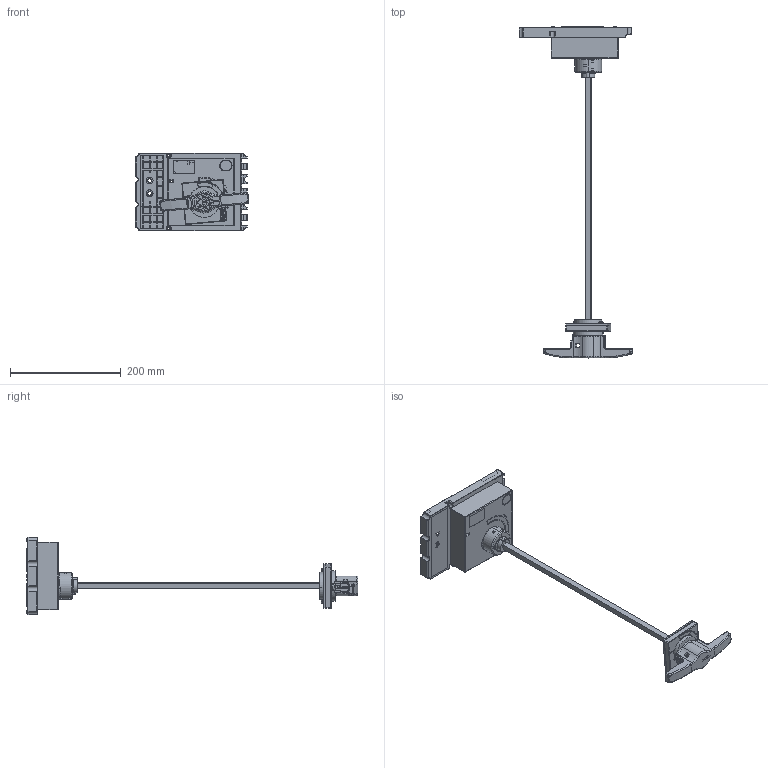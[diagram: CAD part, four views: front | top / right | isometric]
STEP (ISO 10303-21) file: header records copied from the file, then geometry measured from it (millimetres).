
FILE_DESCRIPTION((''),'2;1');
FILE_NAME('NM8-630JIACHANG_ASM','2020-11-04T17:07:21',('zhxmin'),(''),'CREO PARAMETRIC BY PTC INC, 2018020','CREO PARAMETRIC BY PTC INC, 2018020','');
FILE_SCHEMA(('CONFIG_CONTROL_DESIGN','SHAPE_APPEARANCE_LAYERS_GROUPS'));
Products named in the file (71): 8ZTD-310-106_SOLID_1_1; 8ZTD-156-274_1_2; 8ZTD-253-223_1_2; 8ZTD-282-490_1_2; 8ZTD-585-392_1_2; 8ZTD-206-579_1_2; 8ZTD-232-091_1_2; 8ZTD-742-701_1_2; GB845_ST209X30-F-Z_SOLID_-275_1; GB845_ST209X30-F-Z_QUILT_-279_1; GB845_ST209X30-F-Z_SOLID_-279_1; GB845_ST209X30-F-Z_QUILT_-283_1; 8ZTD-233-211_1_2; 8ZTD-210-127_1_2; 8ZTD-156-278_1_2; 8ZTD-156-275_1_2; 8ZTD-585-393_SOLID_1_1_2; 8ZTD-585-393_QUILT_1_1_2; 8ZTD-585-393_QUILT_2_1_2; 8ZTD-585-393_QUILT_3_1_2; 8ZTD-282-491_1_2; 8ZTD-901-021_SOLID_1_1_2; 8ZTD-901-021_QUILT_1_1_2; GB78_5X6_SOLID_1_1_2; GB78_5X6_QUILT_1_1_2; 8ZTD-307-051-40135_1; 8ZTD-307-051-41309_1; 8ZTD-288-470_1_2; 8ZTD-234-066_1_2; 8ZTD-205-326_1_2; 8ZTD-310-107_SOLID_1_1_2; 8ZTD-310-107_QUILT_1_1_2; 8ZTD-310-107_QUILT_2_1_2; 8ZTD-585-394_1_2; 8ZTD-200-071_1_2; 8ZTD-271-122_SOLID_1_1_2; 8ZTD-271-122_QUILT_1_1_2; 8ZTD-206-580-60406_1; 8ZTD-206-580-60557_1; 8ZTD-156-276_1_2 ...
Assembly tree (70 placements, depth 3):
  NM8-630JIACHANG_ASM
    6ZTD-769-061_1_ASM
      8ZTD-310-106_SOLID_1_1
      8ZTD-156-274_1_2
      8ZTD-253-223_1_2
      8ZTD-282-490_1_2
      8ZTD-585-392_1_2
      8ZTD-206-579_1_2
      8ZTD-232-091_1_2
      8ZTD-742-701_1_2
      GB845_ST209X30-F-Z_SOLID_-275_1
      GB845_ST209X30-F-Z_QUILT_-279_1
      GB845_ST209X30-F-Z_SOLID_-279_1
      GB845_ST209X30-F-Z_QUILT_-283_1
      8ZTD-233-211_1_2
      8ZTD-210-127_1_2
      8ZTD-156-278_1_2
      8ZTD-156-275_1_2
      8ZTD-585-393_SOLID_1_1_2
      8ZTD-585-393_QUILT_1_1_2
      8ZTD-585-393_QUILT_2_1_2
      8ZTD-585-393_QUILT_3_1_2
      8ZTD-282-491_1_2
      8ZTD-901-021_SOLID_1_1_2
      8ZTD-901-021_QUILT_1_1_2
      GB78_5X6_SOLID_1_1_2
      GB78_5X6_QUILT_1_1_2
      8ZTD-307-051-40135_1
      8ZTD-307-051-41309_1
      8ZTD-288-470_1_2
      8ZTD-234-066_1_2
      8ZTD-205-326_1_2
      8ZTD-310-107_SOLID_1_1_2
      8ZTD-310-107_QUILT_1_1_2
      8ZTD-310-107_QUILT_2_1_2
      8ZTD-585-394_1_2
      8ZTD-200-071_1_2
      8ZTD-271-122_SOLID_1_1_2
      8ZTD-271-122_QUILT_1_1_2
      8ZTD-206-580-60406_1
      8ZTD-206-580-60557_1
      8ZTD-156-276_1_2
      GB818_M3X6-Z_SOLID_1_1_2
      GB818_M3X6-Z_QUILT_1_1_2
      8ZTD-282-493_1_2
      8ZTD-200-072_1_2
      8ZTD-024-447_1_2
      8ZTD-950-154_1_2
      GB846_ST209X905-F-Z_SOLID-683_1
      GB846_ST209X905-F-Z_QUILT-690_1
      GB846_ST209X905-F-Z_SOLID-691_1
      GB846_ST209X905-F-Z_QUILT-697_1
      GB846_ST209X905-F-Z_SOLID-698_1
      GB846_ST209X905-F-Z_QUILT-705_1
      GB846_ST209X905-F-Z_SOLID-706_1
      GB846_ST209X905-F-Z_QUILT-713_1
      GB818_M4X10-Z_SOLID_1-71462_1
      GB818_M4X10-Z_QUILT_1-71863_1
      GB818_M4X10-Z_SOLID_1-71941_1
      GB818_M4X10-Z_QUILT_1-72342_1
Bounding box: 204.75 x 598.3 x 140 mm (x, y, z)
Volume: 422859.5 mm3; surface area: 360552.3 mm2
Topology: 49 solids, 70 shells, 4517 faces, 12459 edges, 8116 vertices
Faces by surface type: plane 2666, cylinder 1289, torus 195, cone 172, bspline 123, sphere 71, extrusion 1
Entity records: 182931 total; most frequent: CARTESIAN_POINT 41282, DIRECTION 24728, ORIENTED_EDGE 24726, EDGE_CURVE 12406, AXIS2_PLACEMENT_3D 8597, VERTEX_POINT 8114, VECTOR 7534, LINE 7533
